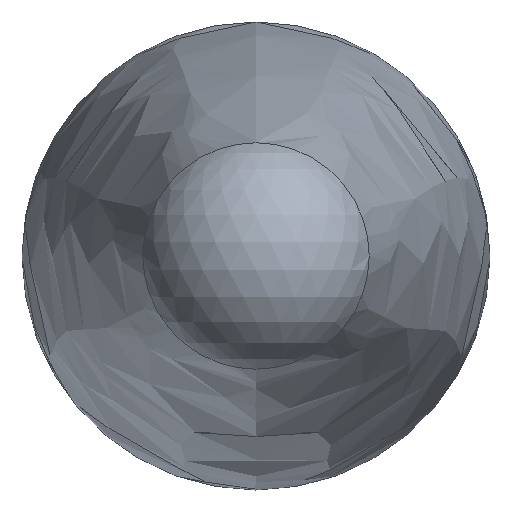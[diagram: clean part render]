
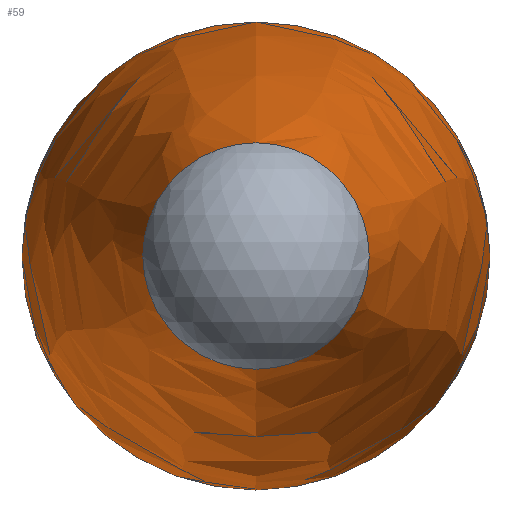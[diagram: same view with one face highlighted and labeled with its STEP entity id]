
A CAD part, front view. The second image highlights one B-rep face of the part: STEP entity #59.
In plain terms, the highlighted free-form (B-spline) face has degree [2, 2] with [3, 9] control points.
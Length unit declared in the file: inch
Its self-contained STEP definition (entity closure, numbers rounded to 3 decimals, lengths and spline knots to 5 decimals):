
#15=(
BOUNDED_SURFACE()
B_SPLINE_SURFACE(2,2,((#114,#115,#116,#117,#118,#119,#120,#121,#122),(#123,
#124,#125,#126,#127,#128,#129,#130,#131),(#132,#133,#134,#135,#136,#137,
#138,#139,#140)),.UNSPECIFIED.,.F.,.T.,.F.)
B_SPLINE_SURFACE_WITH_KNOTS((3,3),(3,2,2,2,3),(0.,0.25469),
(-3.14159,-1.5708,0.,1.5708,3.14159),
 .UNSPECIFIED.)
GEOMETRIC_REPRESENTATION_ITEM()
RATIONAL_B_SPLINE_SURFACE(((1.,0.707,1.,0.707,1.,
0.707,1.,0.707,1.),(0.992,0.701,
0.992,0.701,0.992,0.701,
0.992,0.701,0.992),(1.,0.707,
1.,0.707,1.,0.707,1.,0.707,1.)))
REPRESENTATION_ITEM('')
SURFACE()
);
#23=FACE_OUTER_BOUND('',#27,.T.);
#27=EDGE_LOOP('',(#50,#51,#52,#53,#54));
#28=CIRCLE('',#75,0.09073);
#30=CIRCLE('',#79,0.1875);
#31=CIRCLE('',#80,0.1875);
#32=CIRCLE('',#81,3.);
#33=VERTEX_POINT('',#103);
#35=VERTEX_POINT('',#109);
#36=VERTEX_POINT('',#110);
#37=EDGE_CURVE('',#33,#33,#28,.T.);
#39=EDGE_CURVE('',#35,#36,#30,.T.);
#41=EDGE_CURVE('',#36,#35,#31,.T.);
#42=EDGE_CURVE('',#33,#36,#32,.T.);
#50=ORIENTED_EDGE('',*,*,#37,.F.);
#51=ORIENTED_EDGE('',*,*,#42,.T.);
#52=ORIENTED_EDGE('',*,*,#41,.T.);
#53=ORIENTED_EDGE('',*,*,#39,.T.);
#54=ORIENTED_EDGE('',*,*,#42,.F.);
#59=ADVANCED_FACE('',(#23),#15,.F.);
#75=AXIS2_PLACEMENT_3D('',#104,#86,#87);
#79=AXIS2_PLACEMENT_3D('',#111,#94,#95);
#80=AXIS2_PLACEMENT_3D('',#113,#97,#98);
#81=AXIS2_PLACEMENT_3D('',#141,#99,#100);
#86=DIRECTION('center_axis',(0.,-1.,0.));
#87=DIRECTION('ref_axis',(1.,0.,0.));
#94=DIRECTION('center_axis',(0.,-1.,0.));
#95=DIRECTION('ref_axis',(1.,0.,0.));
#97=DIRECTION('center_axis',(0.,-1.,0.));
#98=DIRECTION('ref_axis',(1.,0.,0.));
#99=DIRECTION('center_axis',(-1.,0.,0.));
#100=DIRECTION('ref_axis',(0.,0.,1.));
#103=CARTESIAN_POINT('',(0.,0.07013,0.09073));
#104=CARTESIAN_POINT('Origin',(0.,0.07013,
0.));
#109=CARTESIAN_POINT('',(-0.1875,0.82596,0.));
#110=CARTESIAN_POINT('',(0.,0.82596,0.1875));
#111=CARTESIAN_POINT('Origin',(0.,0.82596,
0.));
#113=CARTESIAN_POINT('Origin',(0.,0.82596,
0.));
#114=CARTESIAN_POINT('Ctrl Pts',(0.,0.82596,
0.1875));
#115=CARTESIAN_POINT('Ctrl Pts',(-0.1875,0.82596,0.1875));
#116=CARTESIAN_POINT('Ctrl Pts',(-0.1875,0.82596,0.));
#117=CARTESIAN_POINT('Ctrl Pts',(-0.1875,0.82596,-0.1875));
#118=CARTESIAN_POINT('Ctrl Pts',(0.,0.82596,
-0.1875));
#119=CARTESIAN_POINT('Ctrl Pts',(0.1875,0.82596,-0.1875));
#120=CARTESIAN_POINT('Ctrl Pts',(0.1875,0.82596,0.));
#121=CARTESIAN_POINT('Ctrl Pts',(0.1875,0.82596,0.1875));
#122=CARTESIAN_POINT('Ctrl Pts',(0.,0.82596,
0.1875));
#123=CARTESIAN_POINT('Ctrl Pts',(0.,0.44185,
0.1875));
#124=CARTESIAN_POINT('Ctrl Pts',(-0.1875,0.44185,0.1875));
#125=CARTESIAN_POINT('Ctrl Pts',(-0.1875,0.44185,0.));
#126=CARTESIAN_POINT('Ctrl Pts',(-0.1875,0.44185,-0.1875));
#127=CARTESIAN_POINT('Ctrl Pts',(0.,0.44185,
-0.1875));
#128=CARTESIAN_POINT('Ctrl Pts',(0.1875,0.44185,-0.1875));
#129=CARTESIAN_POINT('Ctrl Pts',(0.1875,0.44185,0.));
#130=CARTESIAN_POINT('Ctrl Pts',(0.1875,0.44185,0.1875));
#131=CARTESIAN_POINT('Ctrl Pts',(0.,0.44185,
0.1875));
#132=CARTESIAN_POINT('Ctrl Pts',(0.,0.07013,
0.09073));
#133=CARTESIAN_POINT('Ctrl Pts',(-0.09073,0.07013,
0.09073));
#134=CARTESIAN_POINT('Ctrl Pts',(-0.09073,0.07013,
0.));
#135=CARTESIAN_POINT('Ctrl Pts',(-0.09073,0.07013,
-0.09073));
#136=CARTESIAN_POINT('Ctrl Pts',(0.,0.07013,
-0.09073));
#137=CARTESIAN_POINT('Ctrl Pts',(0.09073,0.07013,
-0.09073));
#138=CARTESIAN_POINT('Ctrl Pts',(0.09073,0.07013,
0.));
#139=CARTESIAN_POINT('Ctrl Pts',(0.09073,0.07013,
0.09073));
#140=CARTESIAN_POINT('Ctrl Pts',(0.,0.07013,
0.09073));
#141=CARTESIAN_POINT('Origin',(0.,0.82596,-2.8125));
